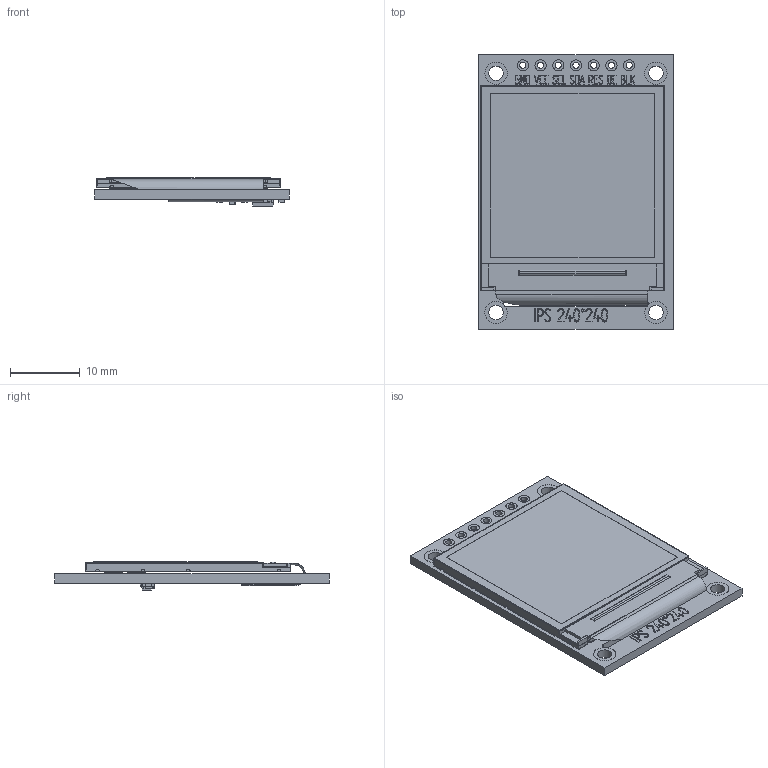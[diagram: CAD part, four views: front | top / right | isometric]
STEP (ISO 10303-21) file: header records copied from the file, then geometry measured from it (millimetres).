
FILE_DESCRIPTION(/* description */ ('Unknown'),/* implementation_level */ '2;1');
FILE_NAME(/* name */ '1.3 TFT IPS - Module',/* time_stamp */ '2019-04-12T17:27:47-04:00',/* author */ ('John Loeffler'),/* organization */ ('Unknown'),/* preprocessor_version */ 'ST-DEVELOPER v16.7',/* originating_system */ 'DEX',/* authorisation */ $);
FILE_SCHEMA (('AUTOMOTIVE_DESIGN {1 0 10303 214 3 1 1}'));
Products named in the file (6): 1.3 TFT IPS - Module; 1.3 TFT IPS - Board; 1.3 TFT IPS - Flush Reverse Mount; 0603 Resistor; 0603 Capacitor; SOT-23
Assembly tree (7 placements, depth 2):
  1.3 TFT IPS - Module
    1.3 TFT IPS - Board
    1.3 TFT IPS - Flush Reverse Mount
    0603 Resistor  x3
    0603 Capacitor
    SOT-23
Bounding box: 27.94 x 39.37 x 4.06 mm (x, y, z)
Volume: 2550.1 mm3; surface area: 4829 mm2
Topology: 7 solids, 27 shells, 1772 faces, 4503 edges, 2971 vertices
Faces by surface type: plane 1378, bspline 289, cylinder 105
Full cylindrical faces by diameter (mm): 0.889 x7, 1.422 x7, 1.6 x7, 2.083 x4, 3.175 x2, 3.2 x2
Entity records: 72175 total; most frequent: CARTESIAN_POINT 23687, ORIENTED_EDGE 8536, DIRECTION 5441, EDGE_CURVE 4268, VERTEX_POINT 2852, B_SPLINE_CURVE_WITH_KNOTS 2022, EDGE_LOOP 2000, FACE_BOUND 2000
